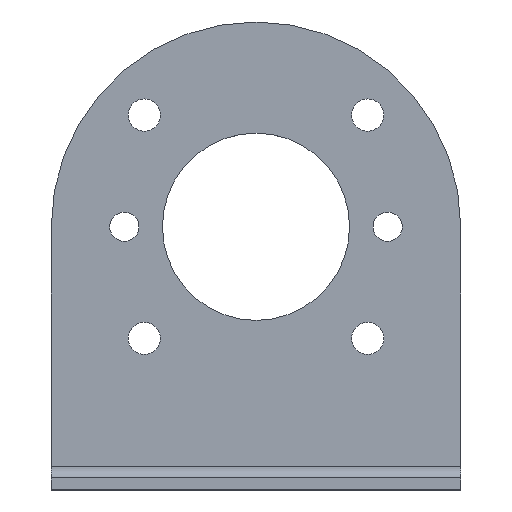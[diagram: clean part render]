
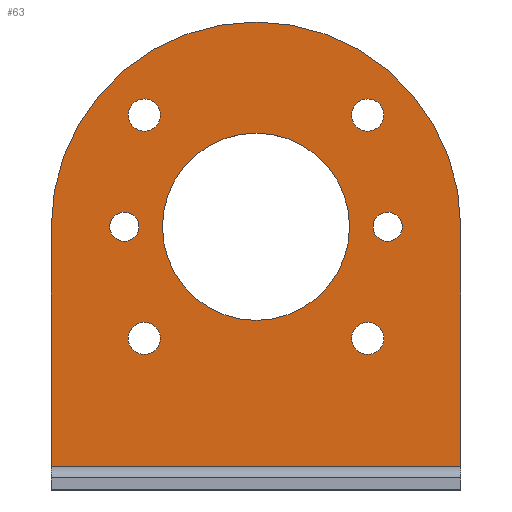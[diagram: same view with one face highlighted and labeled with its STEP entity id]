
A CAD part, top view. The second image highlights one B-rep face of the part: STEP entity #63.
In plain terms, the highlighted planar face has unit normal (0, 0, 1).
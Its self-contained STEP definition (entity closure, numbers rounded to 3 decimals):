
#63=ADVANCED_FACE('',(#132,#133,#134,#135,#136,#137,#138,#139),#83,.T.);
#83=PLANE('',#429);
#96=LINE('',#616,#114);
#97=LINE('',#619,#115);
#98=LINE('',#621,#116);
#114=VECTOR('',#499,1.);
#115=VECTOR('',#500,1.);
#116=VECTOR('',#501,1.);
#132=FACE_BOUND('',#176,.T.);
#133=FACE_BOUND('',#177,.T.);
#134=FACE_BOUND('',#178,.T.);
#135=FACE_BOUND('',#179,.T.);
#136=FACE_BOUND('',#180,.T.);
#137=FACE_BOUND('',#181,.T.);
#138=FACE_BOUND('',#182,.T.);
#139=FACE_BOUND('',#183,.T.);
#176=EDGE_LOOP('',(#232));
#177=EDGE_LOOP('',(#233));
#178=EDGE_LOOP('',(#234));
#179=EDGE_LOOP('',(#235));
#180=EDGE_LOOP('',(#236));
#181=EDGE_LOOP('',(#237));
#182=EDGE_LOOP('',(#238));
#183=EDGE_LOOP('',(#239,#240,#241,#242));
#232=ORIENTED_EDGE('',*,*,#356,.F.);
#233=ORIENTED_EDGE('',*,*,#357,.F.);
#234=ORIENTED_EDGE('',*,*,#358,.F.);
#235=ORIENTED_EDGE('',*,*,#359,.F.);
#236=ORIENTED_EDGE('',*,*,#360,.F.);
#237=ORIENTED_EDGE('',*,*,#361,.F.);
#238=ORIENTED_EDGE('',*,*,#362,.F.);
#239=ORIENTED_EDGE('',*,*,#363,.T.);
#240=ORIENTED_EDGE('',*,*,#364,.T.);
#241=ORIENTED_EDGE('',*,*,#365,.T.);
#242=ORIENTED_EDGE('',*,*,#366,.T.);
#320=VERTEX_POINT('',#603);
#321=VERTEX_POINT('',#605);
#322=VERTEX_POINT('',#607);
#323=VERTEX_POINT('',#609);
#324=VERTEX_POINT('',#611);
#325=VERTEX_POINT('',#613);
#326=VERTEX_POINT('',#615);
#327=VERTEX_POINT('',#617);
#328=VERTEX_POINT('',#618);
#329=VERTEX_POINT('',#620);
#330=VERTEX_POINT('',#622);
#356=EDGE_CURVE('',#320,#320,#392,.T.);
#357=EDGE_CURVE('',#321,#321,#393,.T.);
#358=EDGE_CURVE('',#322,#322,#394,.T.);
#359=EDGE_CURVE('',#323,#323,#395,.T.);
#360=EDGE_CURVE('',#324,#324,#396,.T.);
#361=EDGE_CURVE('',#325,#325,#397,.T.);
#362=EDGE_CURVE('',#326,#326,#398,.T.);
#363=EDGE_CURVE('',#327,#328,#96,.T.);
#364=EDGE_CURVE('',#328,#329,#97,.T.);
#365=EDGE_CURVE('',#329,#330,#98,.T.);
#366=EDGE_CURVE('',#330,#327,#399,.T.);
#392=CIRCLE('',#421,16.);
#393=CIRCLE('',#422,2.5);
#394=CIRCLE('',#423,2.5);
#395=CIRCLE('',#424,2.75);
#396=CIRCLE('',#425,2.75);
#397=CIRCLE('',#426,2.75);
#398=CIRCLE('',#427,2.75);
#399=CIRCLE('',#428,35.);
#421=AXIS2_PLACEMENT_3D('',#602,#485,#486);
#422=AXIS2_PLACEMENT_3D('',#604,#487,#488);
#423=AXIS2_PLACEMENT_3D('',#606,#489,#490);
#424=AXIS2_PLACEMENT_3D('',#608,#491,#492);
#425=AXIS2_PLACEMENT_3D('',#610,#493,#494);
#426=AXIS2_PLACEMENT_3D('',#612,#495,#496);
#427=AXIS2_PLACEMENT_3D('',#614,#497,#498);
#428=AXIS2_PLACEMENT_3D('',#623,#502,#503);
#429=AXIS2_PLACEMENT_3D('',#624,#504,#505);
#485=DIRECTION('',(0.,0.,1.));
#486=DIRECTION('',(1.,0.,0.));
#487=DIRECTION('',(0.,0.,1.));
#488=DIRECTION('',(1.,0.,0.));
#489=DIRECTION('',(0.,0.,1.));
#490=DIRECTION('',(1.,0.,0.));
#491=DIRECTION('',(0.,0.,1.));
#492=DIRECTION('',(1.,0.,0.));
#493=DIRECTION('',(0.,0.,1.));
#494=DIRECTION('',(1.,0.,0.));
#495=DIRECTION('',(0.,0.,1.));
#496=DIRECTION('',(1.,0.,0.));
#497=DIRECTION('',(0.,0.,1.));
#498=DIRECTION('',(1.,0.,0.));
#499=DIRECTION('',(0.,-1.,0.));
#500=DIRECTION('',(1.,0.,0.));
#501=DIRECTION('',(0.,1.,0.));
#502=DIRECTION('',(0.,0.,1.));
#503=DIRECTION('',(1.,0.,0.));
#504=DIRECTION('',(0.,0.,1.));
#505=DIRECTION('',(1.,0.,0.));
#602=CARTESIAN_POINT('',(0.,45.,2.));
#603=CARTESIAN_POINT('',(16.,45.,2.));
#604=CARTESIAN_POINT('',(-22.5,45.,2.));
#605=CARTESIAN_POINT('',(-20.,45.,2.));
#606=CARTESIAN_POINT('',(22.5,45.,2.));
#607=CARTESIAN_POINT('',(25.,45.,2.));
#608=CARTESIAN_POINT('',(-19.092,25.908,2.));
#609=CARTESIAN_POINT('',(-16.342,25.908,2.));
#610=CARTESIAN_POINT('',(19.092,25.908,2.));
#611=CARTESIAN_POINT('',(21.842,25.908,2.));
#612=CARTESIAN_POINT('',(-19.092,64.092,2.));
#613=CARTESIAN_POINT('',(-16.342,64.092,2.));
#614=CARTESIAN_POINT('',(19.092,64.092,2.));
#615=CARTESIAN_POINT('',(21.842,64.092,2.));
#616=CARTESIAN_POINT('',(-35.,45.,2.));
#617=CARTESIAN_POINT('',(-35.,45.,2.));
#618=CARTESIAN_POINT('',(-35.,4.,2.));
#619=CARTESIAN_POINT('',(0.,4.,2.));
#620=CARTESIAN_POINT('',(35.,4.,2.));
#621=CARTESIAN_POINT('',(35.,0.,2.));
#622=CARTESIAN_POINT('',(35.,45.,2.));
#623=CARTESIAN_POINT('',(0.,45.,2.));
#624=CARTESIAN_POINT('',(0.,45.,2.));
